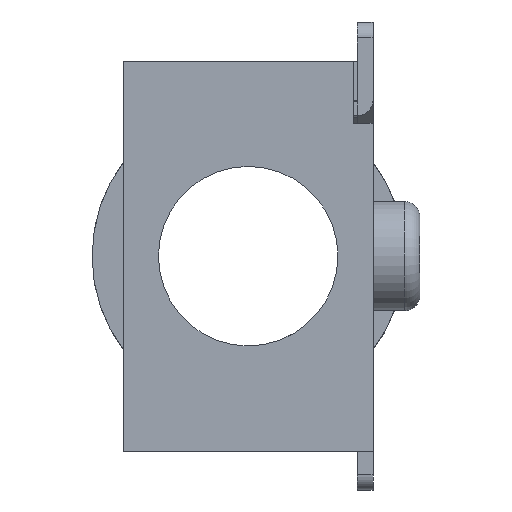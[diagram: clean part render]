
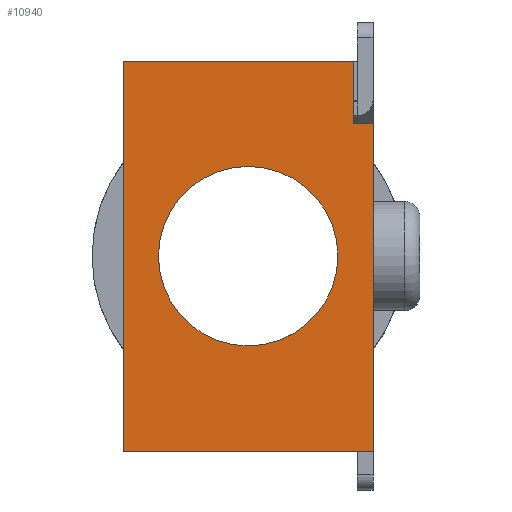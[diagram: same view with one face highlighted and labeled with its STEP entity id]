
A CAD part, left-side view. The second image highlights one B-rep face of the part: STEP entity #10940.
In plain terms, the highlighted planar face has unit normal (-1, 0, 0).
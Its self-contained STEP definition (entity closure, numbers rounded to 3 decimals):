
#29=DIRECTION('',(0.,0.,1.));
#30=VECTOR('',#29,4.202);
#31=CARTESIAN_POINT('',(-10.5,0.,-2.5));
#32=LINE('',#31,#30);
#333=CARTESIAN_POINT('',(-10.5,1.6,0.));
#334=DIRECTION('',(-1.,0.,0.));
#335=DIRECTION('',(0.,0.,1.));
#336=AXIS2_PLACEMENT_3D('',#333,#334,#335);
#338=CARTESIAN_POINT('',(-10.5,1.6,0.));
#339=DIRECTION('',(-1.,0.,0.));
#340=DIRECTION('',(0.,0.,-1.));
#341=AXIS2_PLACEMENT_3D('',#338,#339,#340);
#343=DIRECTION('',(0.,0.,1.));
#344=VECTOR('',#343,0.798);
#345=CARTESIAN_POINT('',(-10.5,0.25,1.702));
#346=LINE('',#345,#344);
#347=DIRECTION('',(0.,1.,0.));
#348=VECTOR('',#347,0.25);
#349=CARTESIAN_POINT('',(-10.5,0.,1.702));
#350=LINE('',#349,#348);
#351=DIRECTION('',(0.,1.,0.));
#352=VECTOR('',#351,3.2);
#353=CARTESIAN_POINT('',(-10.5,0.,-2.5));
#354=LINE('',#353,#352);
#1024=DIRECTION('',(0.,0.,1.));
#1025=VECTOR('',#1024,5.);
#1026=CARTESIAN_POINT('',(-10.5,3.2,-2.5));
#1027=LINE('',#1026,#1025);
#3089=DIRECTION('',(0.,1.,0.));
#3090=VECTOR('',#3089,2.95);
#3091=CARTESIAN_POINT('',(-10.5,0.25,2.5));
#3092=LINE('',#3091,#3090);
#7957=CARTESIAN_POINT('',(-10.5,3.2,-2.5));
#7958=CARTESIAN_POINT('',(-10.5,3.2,2.5));
#7959=VERTEX_POINT('',#7957);
#7960=VERTEX_POINT('',#7958);
#7961=CARTESIAN_POINT('',(-10.5,0.,-2.5));
#7962=VERTEX_POINT('',#7961);
#8023=CARTESIAN_POINT('',(-10.5,1.6,1.15));
#8024=CARTESIAN_POINT('',(-10.5,1.6,-1.15));
#8025=VERTEX_POINT('',#8023);
#8026=VERTEX_POINT('',#8024);
#8433=CARTESIAN_POINT('',(-10.5,0.25,1.702));
#8434=CARTESIAN_POINT('',(-10.5,0.25,2.5));
#8435=VERTEX_POINT('',#8433);
#8436=VERTEX_POINT('',#8434);
#8437=CARTESIAN_POINT('',(-10.5,0.,1.702));
#8438=VERTEX_POINT('',#8437);
#10917=CARTESIAN_POINT('',(-10.5,0.,-2.5));
#10918=DIRECTION('',(-1.,0.,0.));
#10919=DIRECTION('',(0.,0.,1.));
#10920=AXIS2_PLACEMENT_3D('',#10917,#10918,#10919);
#10921=PLANE('',#10920);
#10922=ORIENTED_EDGE('',*,*,#10828,.F.);
#10924=ORIENTED_EDGE('',*,*,#10923,.F.);
#10925=ORIENTED_EDGE('',*,*,#10525,.F.);
#10927=ORIENTED_EDGE('',*,*,#10926,.T.);
#10929=ORIENTED_EDGE('',*,*,#10928,.T.);
#10931=ORIENTED_EDGE('',*,*,#10930,.F.);
#10932=EDGE_LOOP('',(#10922,#10924,#10925,#10927,#10929,#10931));
#10933=FACE_OUTER_BOUND('',#10932,.F.);
#10935=ORIENTED_EDGE('',*,*,#10934,.T.);
#10937=ORIENTED_EDGE('',*,*,#10936,.T.);
#10938=EDGE_LOOP('',(#10935,#10937));
#10939=FACE_BOUND('',#10938,.F.);
#337=CIRCLE('',#336,1.15);
#342=CIRCLE('',#341,1.15);
#10525=EDGE_CURVE('',#7962,#8438,#32,.T.);
#10828=EDGE_CURVE('',#8435,#8436,#346,.T.);
#10923=EDGE_CURVE('',#8438,#8435,#350,.T.);
#10926=EDGE_CURVE('',#7962,#7959,#354,.T.);
#10928=EDGE_CURVE('',#7959,#7960,#1027,.T.);
#10930=EDGE_CURVE('',#8436,#7960,#3092,.T.);
#10934=EDGE_CURVE('',#8025,#8026,#337,.T.);
#10936=EDGE_CURVE('',#8026,#8025,#342,.T.);
#10940=ADVANCED_FACE('',(#10933,#10939),#10921,.T.);
